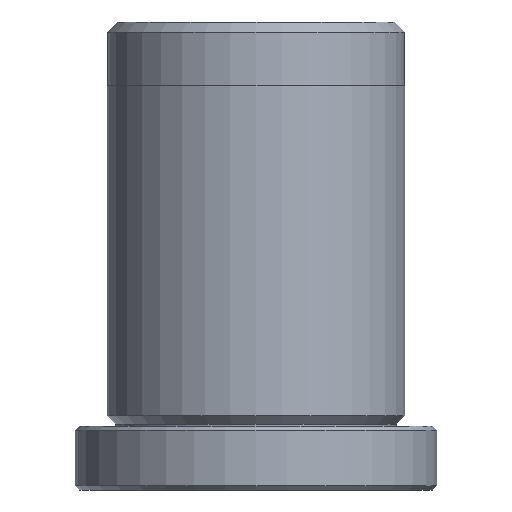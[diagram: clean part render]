
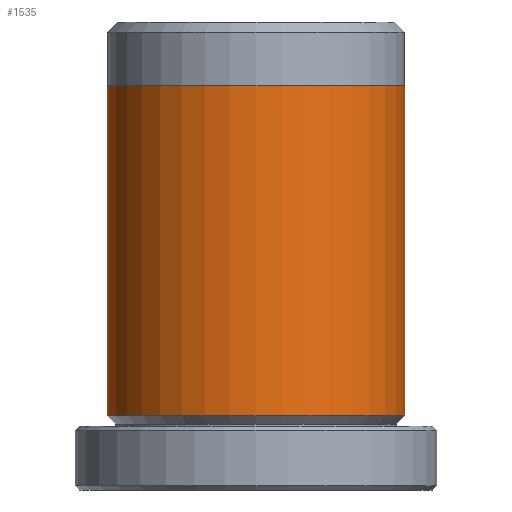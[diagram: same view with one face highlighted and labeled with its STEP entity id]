
A CAD part, front view. The second image highlights one B-rep face of the part: STEP entity #1535.
In plain terms, the highlighted cylindrical face has radius 7 mm (diameter 14 mm), a partial arc.
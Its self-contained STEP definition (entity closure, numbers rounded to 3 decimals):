
#70 = DIRECTION ( 'NONE',  ( 0., 0., -1. ) ) ;
#101 = DIRECTION ( 'NONE',  ( 0., 0., -1. ) ) ;
#430 = VECTOR ( 'NONE', #70, 1000. ) ;
#464 = CARTESIAN_POINT ( 'NONE',  ( 7., 0., 19. ) ) ;
#481 = CARTESIAN_POINT ( 'NONE',  ( 0., 0., 3.5 ) ) ;
#483 = EDGE_LOOP ( 'NONE', ( #1387, #1683, #683, #991 ) ) ;
#490 = DIRECTION ( 'NONE',  ( -1., 0., 0. ) ) ;
#553 = AXIS2_PLACEMENT_3D ( 'NONE', #749, #1726, #879 ) ;
#628 = DIRECTION ( 'NONE',  ( -1., 0., 0. ) ) ;
#660 = CIRCLE ( 'NONE', #553, 7. ) ;
#683 = ORIENTED_EDGE ( 'NONE', *, *, #1324, .T. ) ;
#749 = CARTESIAN_POINT ( 'NONE',  ( 0., 0., 19. ) ) ;
#879 = DIRECTION ( 'NONE',  ( 1., 0., 0. ) ) ;
#917 = LINE ( 'NONE', #1093, #1675 ) ;
#943 = CARTESIAN_POINT ( 'NONE',  ( 7., 0., 3.5 ) ) ;
#991 = ORIENTED_EDGE ( 'NONE', *, *, #1028, .F. ) ;
#998 = VERTEX_POINT ( 'NONE', #464 ) ;
#1028 = EDGE_CURVE ( 'NONE', #1650, #1274, #1760, .T. ) ;
#1060 = CARTESIAN_POINT ( 'NONE',  ( -7., 0., 22. ) ) ;
#1093 = CARTESIAN_POINT ( 'NONE',  ( 7., 0., 22. ) ) ;
#1128 = EDGE_CURVE ( 'NONE', #1523, #998, #660, .T. ) ;
#1179 = LINE ( 'NONE', #1060, #430 ) ;
#1196 = CARTESIAN_POINT ( 'NONE',  ( 0., 0., 22. ) ) ;
#1274 = VERTEX_POINT ( 'NONE', #1475 ) ;
#1324 = EDGE_CURVE ( 'NONE', #1523, #1274, #1179, .T. ) ;
#1342 = AXIS2_PLACEMENT_3D ( 'NONE', #481, #1471, #628 ) ;
#1387 = ORIENTED_EDGE ( 'NONE', *, *, #1418, .F. ) ;
#1418 = EDGE_CURVE ( 'NONE', #998, #1650, #917, .T. ) ;
#1471 = DIRECTION ( 'NONE',  ( 0., 0., -1. ) ) ;
#1475 = CARTESIAN_POINT ( 'NONE',  ( -7., 0., 3.5 ) ) ;
#1480 = DIRECTION ( 'NONE',  ( 0., 0., -1. ) ) ;
#1523 = VERTEX_POINT ( 'NONE', #1604 ) ;
#1535 = ADVANCED_FACE ( 'NONE', ( #1569 ), #1541, .T. ) ;
#1541 = CYLINDRICAL_SURFACE ( 'NONE', #1551, 7. ) ;
#1551 = AXIS2_PLACEMENT_3D ( 'NONE', #1196, #1480, #490 ) ;
#1569 = FACE_OUTER_BOUND ( 'NONE', #483, .T. ) ;
#1604 = CARTESIAN_POINT ( 'NONE',  ( -7., 0., 19. ) ) ;
#1650 = VERTEX_POINT ( 'NONE', #943 ) ;
#1675 = VECTOR ( 'NONE', #101, 1000. ) ;
#1683 = ORIENTED_EDGE ( 'NONE', *, *, #1128, .F. ) ;
#1726 = DIRECTION ( 'NONE',  ( 0., 0., 1. ) ) ;
#1760 = CIRCLE ( 'NONE', #1342, 7. ) ;
